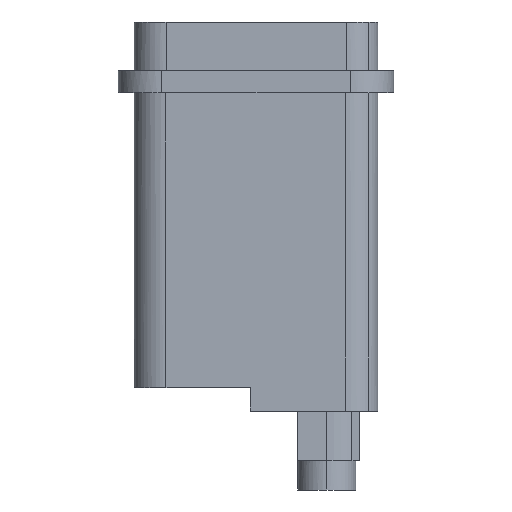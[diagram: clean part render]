
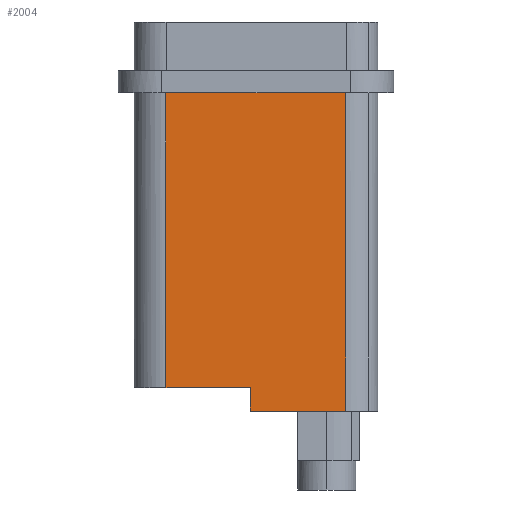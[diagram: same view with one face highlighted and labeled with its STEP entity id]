
A CAD part, left-side view. The second image highlights one B-rep face of the part: STEP entity #2004.
In plain terms, the highlighted planar face has unit normal (-1, 0, 0).
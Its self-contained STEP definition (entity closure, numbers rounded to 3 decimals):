
#1968=AXIS2_PLACEMENT_3D('Plane Axis2P3D',#1965,#1966,#1967) ;
#1175=CARTESIAN_POINT('Vertex',(1.35,4.1,6.8)) ;
#1178=CARTESIAN_POINT('Line Origine',(1.35,8.225,6.8)) ;
#1182=CARTESIAN_POINT('Vertex',(1.35,12.35,6.8)) ;
#1951=CARTESIAN_POINT('Vertex',(1.35,4.1,34.2)) ;
#1955=CARTESIAN_POINT('Control Point',(1.35,4.1,6.8)) ;
#1956=CARTESIAN_POINT('Control Point',(1.35,4.1,34.2)) ;
#1965=CARTESIAN_POINT('Axis2P3D Location',(1.35,19.7,6.7)) ;
#1970=CARTESIAN_POINT('Line Origine',(1.35,11.85,34.2)) ;
#1974=CARTESIAN_POINT('Vertex',(1.35,19.6,34.2)) ;
#1977=CARTESIAN_POINT('Line Origine',(1.35,19.6,21.5)) ;
#1981=CARTESIAN_POINT('Vertex',(1.35,19.6,8.8)) ;
#1984=CARTESIAN_POINT('Line Origine',(1.35,15.975,8.8)) ;
#1988=CARTESIAN_POINT('Vertex',(1.35,12.35,8.8)) ;
#1991=CARTESIAN_POINT('Line Origine',(1.35,12.35,7.8)) ;
#1179=DIRECTION('Vector Direction',(0.,-1.,0.)) ;
#1966=DIRECTION('Axis2P3D Direction',(-1.,0.,0.)) ;
#1967=DIRECTION('Axis2P3D XDirection',(0.,-1.,0.)) ;
#1971=DIRECTION('Vector Direction',(0.,1.,0.)) ;
#1978=DIRECTION('Vector Direction',(0.,0.,1.)) ;
#1985=DIRECTION('Vector Direction',(0.,-1.,0.)) ;
#1992=DIRECTION('Vector Direction',(0.,0.,-1.)) ;
#1180=VECTOR('Line Direction',#1179,1.) ;
#1972=VECTOR('Line Direction',#1971,1.) ;
#1979=VECTOR('Line Direction',#1978,1.) ;
#1986=VECTOR('Line Direction',#1985,1.) ;
#1993=VECTOR('Line Direction',#1992,1.) ;
#1997=ORIENTED_EDGE('',*,*,#1976,.T.) ;
#1998=ORIENTED_EDGE('',*,*,#1983,.F.) ;
#1999=ORIENTED_EDGE('',*,*,#1990,.T.) ;
#2000=ORIENTED_EDGE('',*,*,#1995,.T.) ;
#2001=ORIENTED_EDGE('',*,*,#1184,.T.) ;
#2002=ORIENTED_EDGE('',*,*,#1957,.F.) ;
#2004=ADVANCED_FACE('Brep With Voids',(#2003),#1969,.T.) ;
#1184=EDGE_CURVE('',#1183,#1176,#1181,.T.) ;
#1957=EDGE_CURVE('',#1952,#1176,#1954,.F.) ;
#1976=EDGE_CURVE('',#1952,#1975,#1973,.T.) ;
#1983=EDGE_CURVE('',#1982,#1975,#1980,.T.) ;
#1990=EDGE_CURVE('',#1982,#1989,#1987,.T.) ;
#1995=EDGE_CURVE('',#1989,#1183,#1994,.T.) ;
#1996=EDGE_LOOP('',(#1997,#1998,#1999,#2000,#2001,#2002)) ;
#2003=FACE_OUTER_BOUND('',#1996,.T.) ;
#1181=LINE('Line',#1178,#1180) ;
#1973=LINE('Line',#1970,#1972) ;
#1980=LINE('Line',#1977,#1979) ;
#1987=LINE('Line',#1984,#1986) ;
#1994=LINE('Line',#1991,#1993) ;
#1969=PLANE('',#1968) ;
#1176=VERTEX_POINT('',#1175) ;
#1183=VERTEX_POINT('',#1182) ;
#1952=VERTEX_POINT('',#1951) ;
#1975=VERTEX_POINT('',#1974) ;
#1982=VERTEX_POINT('',#1981) ;
#1989=VERTEX_POINT('',#1988) ;
#1954=(BOUNDED_CURVE()B_SPLINE_CURVE(1,(#1955,#1956),.UNSPECIFIED.,.F.,.U.)B_SPLINE_CURVE_WITH_KNOTS((2,2),(0.1,27.5),.UNSPECIFIED.)CURVE()GEOMETRIC_REPRESENTATION_ITEM()RATIONAL_B_SPLINE_CURVE((0.933,0.933))REPRESENTATION_ITEM('')) ;
